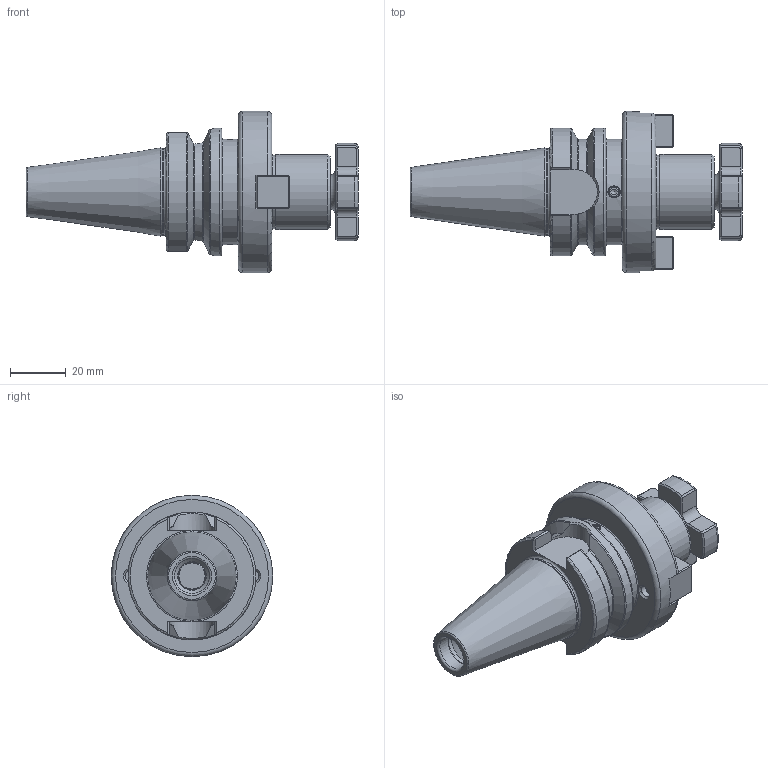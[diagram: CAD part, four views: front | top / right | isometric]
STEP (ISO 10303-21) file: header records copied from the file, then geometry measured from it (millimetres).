
FILE_DESCRIPTION(/* description */ (''),/* implementation_level */ '2;1');
FILE_NAME(/* name */ 'BT30-FMB27-40(AD).stp',/* time_stamp */ '2024-07-12T14:28:00+08:00',/* author */ ('Administrator'),/* organization */ (''),/* preprocessor_version */ 'ST-DEVELOPER v20',/* originating_system */ 'Autodesk Inventor 2025',/* authorisation */ '');
FILE_SCHEMA (('AUTOMOTIVE_DESIGN { 1 0 10303 214 3 1 1 }'));
Length unit declared in the file: millimetre
Products named in the file (6): BT30-FMB27-40(AD); BT30-FMB27-40(AD)_1; FMB27刀柄用方健   12x12x12; 十字花紧固螺钉   S35-M12-L22; 螺钉 GB/T 70.1 M5 x 10; 螺钉 GB 80-85 - M4 x 4
Assembly tree (8 placements, depth 2):
  BT30-FMB27-40(AD)
    BT30-FMB27-40(AD)_1
    FMB27刀柄用方健   12x12x12  x2
    十字花紧固螺钉   S35-M12-L22
    螺钉 GB/T 70.1 M5 x 10  x2
    螺钉 GB 80-85 - M4 x 4  x2
Bounding box: 119.4 x 58 x 58 mm (x, y, z)
Volume: 101969.7 mm3; surface area: 28417.7 mm2
Topology: 8 solids, 8 shells, 330 faces, 775 edges, 465 vertices
Faces by surface type: plane 171, cone 54, cylinder 47, torus 30, bspline 28
Full cylindrical faces by diameter (mm): 3.242 x2, 3.5 x2, 4 x2, 4.2 x2, 5 x2, 5.5 x2, 8.5 x2, 9.5 x2, 10 x1, 10.3 x2, 12 x1, 12.5 x1, 13 x1, 13.1 x1, 26.6 x1, 27 x1, 31.15 x1, 38 x1, 46 x1, 58 x1
Entity records: 9563 total; most frequent: CARTESIAN_POINT 3336, ORIENTED_EDGE 1276, DIRECTION 1203, EDGE_CURVE 638, AXIS2_PLACEMENT_3D 444, VERTEX_POINT 388, LINE 315, VECTOR 315
